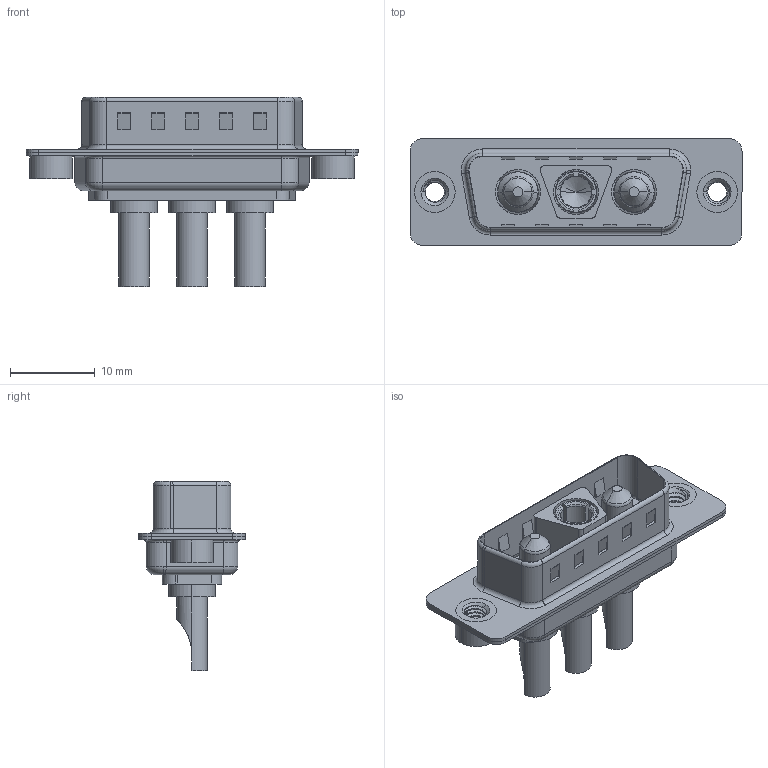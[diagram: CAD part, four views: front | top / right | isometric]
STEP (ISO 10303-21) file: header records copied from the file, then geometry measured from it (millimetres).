
FILE_DESCRIPTION (( 'STEP AP203' ), '1' );
FILE_NAME ('627-3WK3622-2TA.STEP', '2019-05-24T23:00:30', ( '' ), ( '' ), 'SwSTEP 2.0', 'SolidWorks 2016', '' );
FILE_SCHEMA (( 'CONFIG_CONTROL_DESIGN' ));
Length unit declared in the file: millimetre
Products named in the file (8): 627Combo Threaded Rivet_2; 627-3WK3622-2TA; 627Combo Housing_3WK3; 627Combo Shell Rear_15 Contacts; 627Combo Shell Front_15 Contacts; 627Combo Threaded Rivet_A; Power Socket_20A SC; Power Pin_20A SC
Assembly tree (8 placements, depth 2):
  627-3WK3622-2TA
    627Combo Housing_3WK3
    627Combo Shell Rear_15 Contacts
    627Combo Shell Front_15 Contacts
    627Combo Threaded Rivet_A
    Power Socket_20A SC
    Power Pin_20A SC  x2
    627Combo Threaded Rivet_2
Bounding box: 39.15 x 12.6 x 22.3 mm (x, y, z)
Volume: 2190.9 mm3; surface area: 5326.5 mm2
Topology: 11 solids, 11 shells, 522 faces, 1301 edges, 814 vertices
Faces by surface type: cylinder 209, plane 202, torus 58, cone 41, bspline 12
Entity records: 18702 total; most frequent: CARTESIAN_POINT 6211, DIRECTION 2497, ORIENTED_EDGE 2402, EDGE_CURVE 1201, AXIS2_PLACEMENT_3D 941, VERTEX_POINT 761, LINE 615, VECTOR 615
